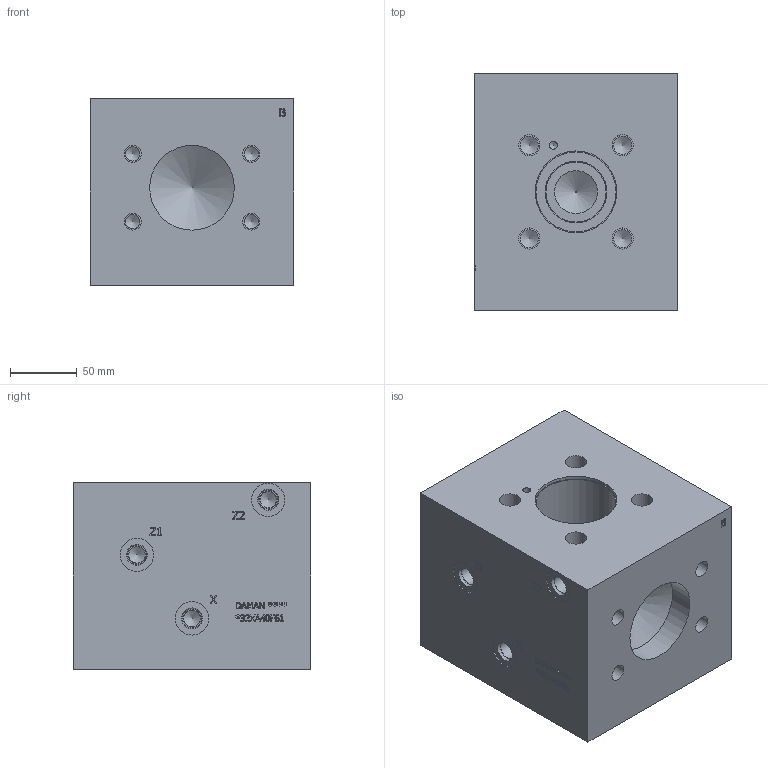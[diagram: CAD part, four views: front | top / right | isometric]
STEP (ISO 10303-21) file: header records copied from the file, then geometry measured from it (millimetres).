
FILE_DESCRIPTION(/* description */ (''),/* implementation_level */ '2;1');
FILE_NAME(/* name */ '_32XA40F61.stp',/* time_stamp */ '2021-10-07T10:23:45-04:00',/* author */ ('trevorh'),/* organization */ (''),/* preprocessor_version */ 'ST-DEVELOPER v18',/* originating_system */ 'Autodesk Inventor 2020',/* authorisation */ '');
FILE_SCHEMA (('CONFIG_CONTROL_DESIGN'));
Length unit declared in the file: millimetre
Products named in the file (1): Part_D32XA40F61_3D
Bounding box: 152.4 x 177.8 x 139.7 mm (x, y, z)
Volume: 3283242.2 mm3; surface area: 204827.7 mm2
Topology: 1 solids, 1 shells, 569 faces, 1560 edges, 1061 vertices
Faces by surface type: plane 365, bspline 96, cylinder 68, cone 40
Full cylindrical faces by diameter (mm): 5.994 x1, 10.719 x16, 12.294 x4, 12.7 x16, 12.9 x4, 13.487 x4, 14.275 x4, 14.529 x4, 15.875 x4, 25.019 x4, 32.004 x1, 45.009 x1, 46.33 x1, 60.02 x1, 61.341 x1, 63.5 x2
Entity records: 18898 total; most frequent: CARTESIAN_POINT 4413, ORIENTED_EDGE 3068, DIRECTION 2543, EDGE_CURVE 1534, LINE 1089, VECTOR 1089, VERTEX_POINT 1061, AXIS2_PLACEMENT_3D 727
